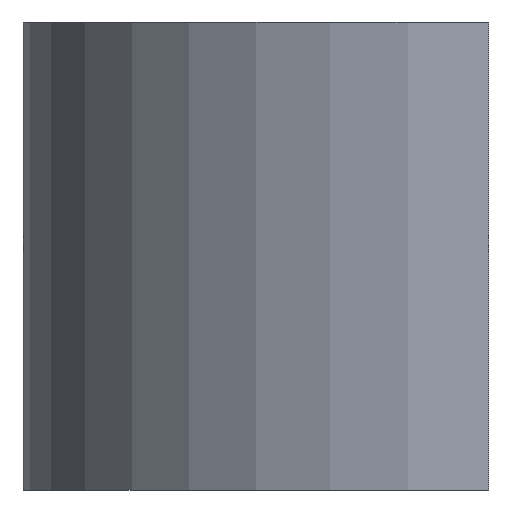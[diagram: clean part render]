
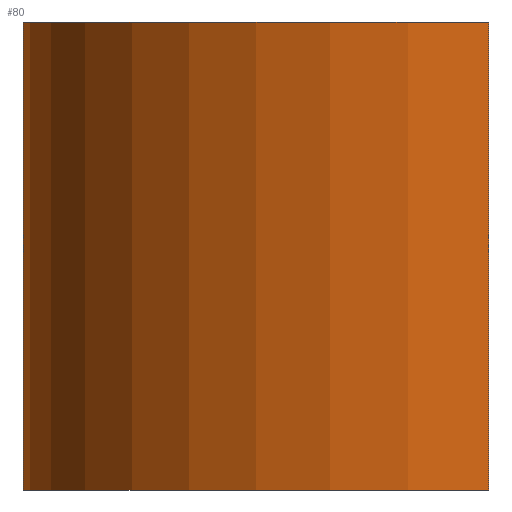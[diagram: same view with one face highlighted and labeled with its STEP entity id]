
A CAD part, front view. The second image highlights one B-rep face of the part: STEP entity #80.
In plain terms, the highlighted cylindrical face has radius 0.228 mm (diameter 0.456 mm), a partial arc.
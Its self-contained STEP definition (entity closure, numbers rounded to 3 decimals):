
#80=ADVANCED_FACE('',(#99),#100,.T.);
#99=FACE_OUTER_BOUND('',#125,.T.);
#100=CYLINDRICAL_SURFACE('',#126,0.228);
#125=EDGE_LOOP('',(#284,#285,#286,#287));
#126=AXIS2_PLACEMENT_3D('',#288,#289,#290);
#284=ORIENTED_EDGE('',*,*,#354,.T.);
#285=ORIENTED_EDGE('',*,*,#362,.T.);
#286=ORIENTED_EDGE('',*,*,#363,.T.);
#287=ORIENTED_EDGE('',*,*,#365,.T.);
#288=CARTESIAN_POINT('',(0.0,0.0,0.0));
#289=DIRECTION('',(0.0,0.0,-1.0));
#290=DIRECTION('',(1.0,0.0,0.0));
#354=EDGE_CURVE('',#392,#393,#394,.T.);
#362=EDGE_CURVE('',#393,#405,#407,.T.);
#363=EDGE_CURVE('',#405,#408,#409,.T.);
#365=EDGE_CURVE('',#408,#392,#411,.T.);
#392=VERTEX_POINT('',#453);
#393=VERTEX_POINT('',#454);
#394=LINE('',#455,#456);
#405=VERTEX_POINT('',#475);
#407=CIRCLE('',#478,0.228);
#408=VERTEX_POINT('',#479);
#409=LINE('',#480,#481);
#411=CIRCLE('',#484,0.228);
#453=CARTESIAN_POINT('',(-0.228,0.,0.229));
#454=CARTESIAN_POINT('',(-0.228,0.,0.0));
#455=CARTESIAN_POINT('',(-0.228,0.,0.0));
#456=VECTOR('',#556,1.0);
#475=CARTESIAN_POINT('',(0.,-0.228,0.0));
#478=AXIS2_PLACEMENT_3D('',#569,#570,#571);
#479=CARTESIAN_POINT('',(0.,-0.228,0.229));
#480=CARTESIAN_POINT('',(0.,-0.228,0.0));
#481=VECTOR('',#572,1.0);
#484=AXIS2_PLACEMENT_3D('',#574,#575,#576);
#556=DIRECTION('',(-0.0,-0.0,-1.0));
#569=CARTESIAN_POINT('',(0.0,0.0,0.0));
#570=DIRECTION('',(0.0,0.0,1.0));
#571=DIRECTION('',(1.0,0.0,0.0));
#572=DIRECTION('',(0.0,0.0,1.0));
#574=CARTESIAN_POINT('',(0.0,0.0,0.229));
#575=DIRECTION('',(0.0,0.0,-1.0));
#576=DIRECTION('',(1.0,0.0,0.0));
